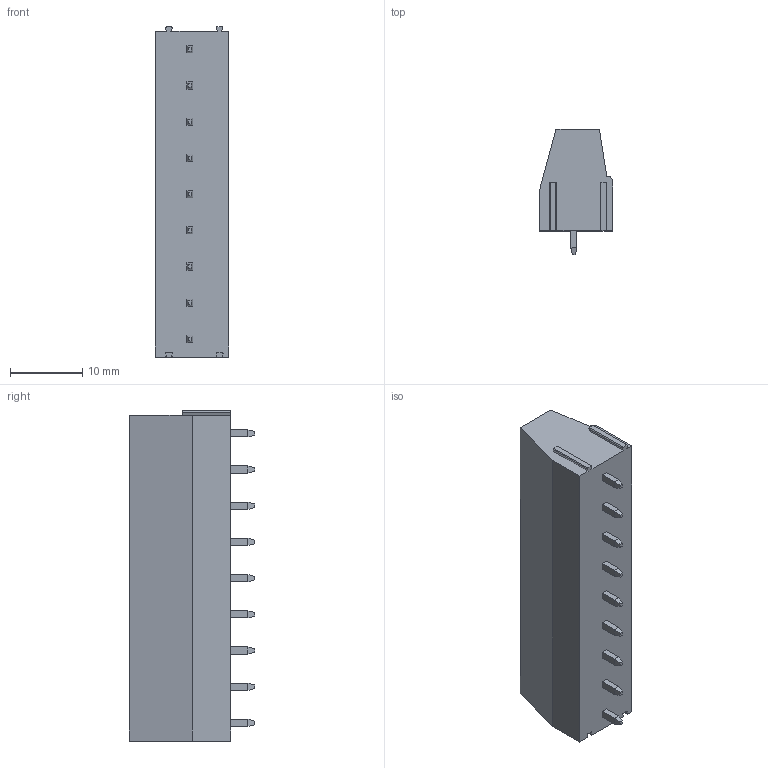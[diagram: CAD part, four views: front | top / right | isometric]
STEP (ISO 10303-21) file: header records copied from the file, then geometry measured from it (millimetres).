
FILE_DESCRIPTION((''),'2;1');
FILE_NAME('PRT0006','2024-10-19T',('sj'),(''),'PRO/ENGINEER BY PARAMETRIC TECHNOLOGY CORPORATION, 2013240','PRO/ENGINEER BY PARAMETRIC TECHNOLOGY CORPORATION, 2013240','');
FILE_SCHEMA(('AUTOMOTIVE_DESIGN_CC2 { 1 2 10303 214 -1 1 5 2 }'));
Length unit declared in the file: millimetre
Products named in the file (1): PRT0006
Bounding box: 10.2 x 17.3 x 45.59 mm (x, y, z)
Volume: 5281 mm3; surface area: 2753.9 mm2
Topology: 1 solids, 1 shells, 263 faces, 630 edges, 396 vertices
Faces by surface type: plane 232, cylinder 31
Entity records: 7486 total; most frequent: CARTESIAN_POINT 1289, ORIENTED_EDGE 1260, DIRECTION 1254, EDGE_CURVE 630, VECTOR 532, LINE 532, VERTEX_POINT 396, AXIS2_PLACEMENT_3D 361
